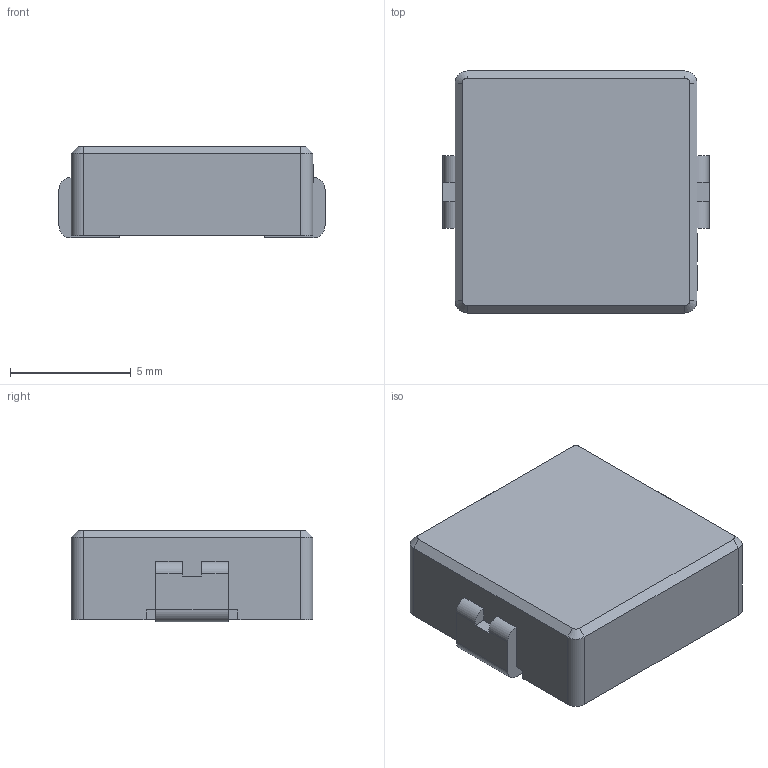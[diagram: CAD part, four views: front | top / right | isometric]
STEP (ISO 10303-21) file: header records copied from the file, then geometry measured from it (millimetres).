
FILE_DESCRIPTION (( 'STEP AP214' ), '1' );
FILE_NAME ('IND-SMD_L10.0-W10.0_MDA1040-220M.step', '2022-07-08T23:22:43', ( '' ), ( '' ), 'SwSTEP 2.0', 'SolidWorks 2020', '' );
FILE_SCHEMA (( 'AUTOMOTIVE_DESIGN' ));
Length unit declared in the file: millimetre
Products named in the file (1): IND-SMD_L10.0-W10.0_MDA1040-220M
Bounding box: 11 x 10 x 3.8 mm (x, y, z)
Volume: 372.3 mm3; surface area: 361.1 mm2
Topology: 1 solids, 1 shells, 331 faces, 901 edges, 598 vertices
Faces by surface type: plane 205, bspline 112, cylinder 10, cone 4
Entity records: 14595 total; most frequent: CARTESIAN_POINT 3935, ORIENTED_EDGE 1802, DIRECTION 1137, EDGE_CURVE 901, LINE 649, VECTOR 649, VERTEX_POINT 598, EDGE_LOOP 357
